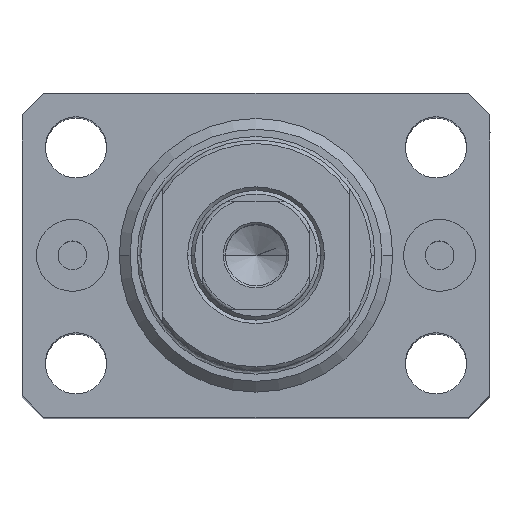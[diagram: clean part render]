
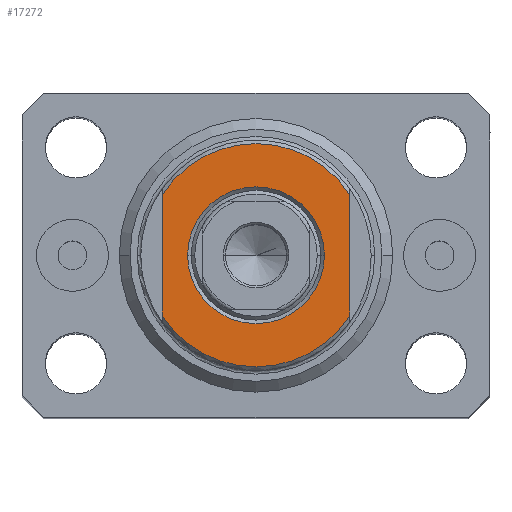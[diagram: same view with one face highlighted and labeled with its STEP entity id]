
A CAD part, top view. The second image highlights one B-rep face of the part: STEP entity #17272.
In plain terms, the highlighted face is planar.
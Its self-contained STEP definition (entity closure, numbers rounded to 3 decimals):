
#333 = ORIENTED_EDGE ( 'NONE', *, *, #44119, .T. ) ;
#2928 = FACE_BOUND ( 'NONE', #38969, .T. ) ;
#3253 = CARTESIAN_POINT ( 'NONE',  ( -13., -8.441, -6.5 ) ) ;
#4379 = ORIENTED_EDGE ( 'NONE', *, *, #10520, .F. ) ;
#4677 = VERTEX_POINT ( 'NONE', #33219 ) ;
#5851 = VERTEX_POINT ( 'NONE', #9700 ) ;
#5952 = VERTEX_POINT ( 'NONE', #18805 ) ;
#6158 = LINE ( 'NONE', #20070, #35949 ) ;
#6371 = EDGE_CURVE ( 'NONE', #5952, #20501, #6158, .T. ) ;
#6742 = CARTESIAN_POINT ( 'NONE',  ( 0., 0., -6.5 ) ) ;
#7264 = DIRECTION ( 'NONE',  ( 0., 0., -1. ) ) ;
#7597 = CARTESIAN_POINT ( 'NONE',  ( 9.5, 0., -6.5 ) ) ;
#9385 = LINE ( 'NONE', #43994, #41279 ) ;
#9700 = CARTESIAN_POINT ( 'NONE',  ( -9.5, 0., -6.5 ) ) ;
#10151 = AXIS2_PLACEMENT_3D ( 'NONE', #19296, #15035, #19076 ) ;
#10520 = EDGE_CURVE ( 'NONE', #4677, #30741, #9385, .T. ) ;
#10768 = DIRECTION ( 'NONE',  ( 0., 0., -1. ) ) ;
#11363 = EDGE_LOOP ( 'NONE', ( #31696, #42765, #333, #4379 ) ) ;
#12676 = DIRECTION ( 'NONE',  ( 0., -1., 0. ) ) ;
#13292 = VERTEX_POINT ( 'NONE', #7597 ) ;
#13429 = AXIS2_PLACEMENT_3D ( 'NONE', #6742, #22923, #16848 ) ;
#15035 = DIRECTION ( 'NONE',  ( 0., 0., 1. ) ) ;
#15121 = AXIS2_PLACEMENT_3D ( 'NONE', #17506, #10768, #34127 ) ;
#16633 = PLANE ( 'NONE',  #13429 ) ;
#16848 = DIRECTION ( 'NONE',  ( -1., 0., 0. ) ) ;
#17272 = ADVANCED_FACE ( 'NONE', ( #2928, #23596 ), #16633, .T. ) ;
#17506 = CARTESIAN_POINT ( 'NONE',  ( 0., 0., -6.5 ) ) ;
#18487 = CIRCLE ( 'NONE', #43620, 9.5 ) ;
#18805 = CARTESIAN_POINT ( 'NONE',  ( 13., 8.441, -6.5 ) ) ;
#19076 = DIRECTION ( 'NONE',  ( -1., 0., 0. ) ) ;
#19296 = CARTESIAN_POINT ( 'NONE',  ( 0., 0., -6.5 ) ) ;
#20064 = DIRECTION ( 'NONE',  ( -1., 0., 0. ) ) ;
#20070 = CARTESIAN_POINT ( 'NONE',  ( 13., -43.081, -6.5 ) ) ;
#20501 = VERTEX_POINT ( 'NONE', #33358 ) ;
#22923 = DIRECTION ( 'NONE',  ( 0., 0., -1. ) ) ;
#23084 = EDGE_CURVE ( 'NONE', #13292, #5851, #18487, .T. ) ;
#23596 = FACE_OUTER_BOUND ( 'NONE', #11363, .T. ) ;
#23964 = DIRECTION ( 'NONE',  ( 0., -1., 0. ) ) ;
#26617 = CIRCLE ( 'NONE', #15121, 15.5 ) ;
#27037 = CARTESIAN_POINT ( 'NONE',  ( 0., 0., -6.5 ) ) ;
#27661 = ORIENTED_EDGE ( 'NONE', *, *, #38946, .T. ) ;
#30741 = VERTEX_POINT ( 'NONE', #3253 ) ;
#31579 = CARTESIAN_POINT ( 'NONE',  ( 0., 0., -6.5 ) ) ;
#31696 = ORIENTED_EDGE ( 'NONE', *, *, #38377, .T. ) ;
#33219 = CARTESIAN_POINT ( 'NONE',  ( -13., 8.441, -6.5 ) ) ;
#33358 = CARTESIAN_POINT ( 'NONE',  ( 13., -8.441, -6.5 ) ) ;
#33809 = CIRCLE ( 'NONE', #10151, 9.5 ) ;
#34127 = DIRECTION ( 'NONE',  ( -1., 0., 0. ) ) ;
#35222 = CIRCLE ( 'NONE', #40986, 15.5 ) ;
#35949 = VECTOR ( 'NONE', #12676, 1000. ) ;
#36400 = ORIENTED_EDGE ( 'NONE', *, *, #23084, .T. ) ;
#38377 = EDGE_CURVE ( 'NONE', #4677, #5952, #35222, .T. ) ;
#38777 = DIRECTION ( 'NONE',  ( 0., 0., 1. ) ) ;
#38946 = EDGE_CURVE ( 'NONE', #5851, #13292, #33809, .T. ) ;
#38969 = EDGE_LOOP ( 'NONE', ( #27661, #36400 ) ) ;
#40986 = AXIS2_PLACEMENT_3D ( 'NONE', #27037, #7264, #20064 ) ;
#41279 = VECTOR ( 'NONE', #23964, 1000. ) ;
#41728 = DIRECTION ( 'NONE',  ( -1., 0., 0. ) ) ;
#42765 = ORIENTED_EDGE ( 'NONE', *, *, #6371, .T. ) ;
#43620 = AXIS2_PLACEMENT_3D ( 'NONE', #31579, #38777, #41728 ) ;
#43994 = CARTESIAN_POINT ( 'NONE',  ( -13., -43.081, -6.5 ) ) ;
#44119 = EDGE_CURVE ( 'NONE', #20501, #30741, #26617, .T. ) ;
